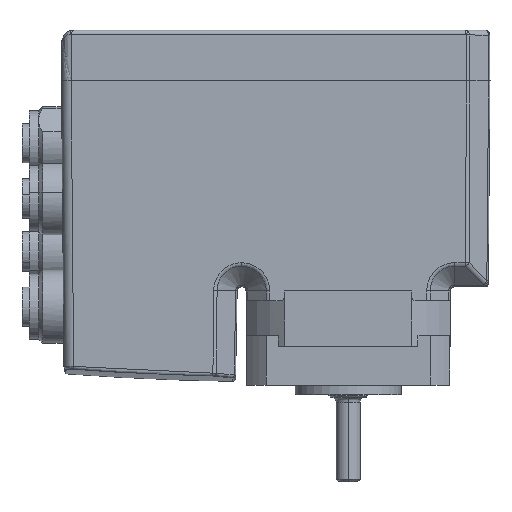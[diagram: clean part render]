
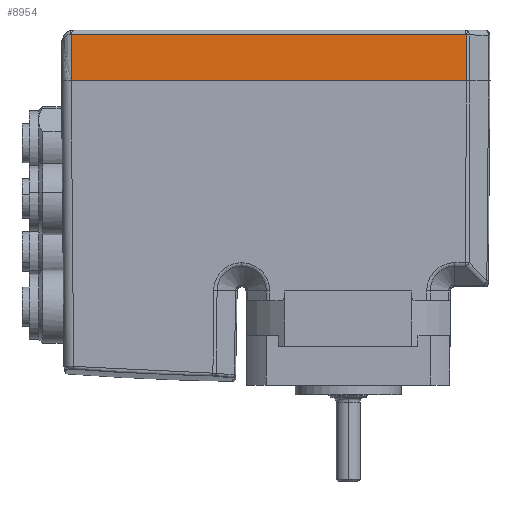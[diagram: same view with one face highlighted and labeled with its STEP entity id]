
A CAD part, top view. The second image highlights one B-rep face of the part: STEP entity #8954.
In plain terms, the highlighted planar face has unit normal (0, 0.009, 1).
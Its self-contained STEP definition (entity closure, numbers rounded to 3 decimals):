
#211 = CARTESIAN_POINT ( 'NONE',  ( 24.431, 53.15, 21.445 ) ) ;
#311 = CARTESIAN_POINT ( 'NONE',  ( 24.31, 53.207, 21.445 ) ) ;
#652 = AXIS2_PLACEMENT_3D ( 'NONE', #6308, #8833, #13547 ) ;
#872 = CARTESIAN_POINT ( 'NONE',  ( 26.38, 43.5, 21.53 ) ) ;
#932 = ORIENTED_EDGE ( 'NONE', *, *, #15239, .T. ) ;
#1366 = ORIENTED_EDGE ( 'NONE', *, *, #8847, .T. ) ;
#2653 = CARTESIAN_POINT ( 'NONE',  ( -57.38, 43.5, 21.53 ) ) ;
#2953 = VECTOR ( 'NONE', #3682, 1000. ) ;
#3682 = DIRECTION ( 'NONE',  ( 0., -1., 0.009 ) ) ;
#3831 = CARTESIAN_POINT ( 'NONE',  ( 24.376, 53.188, 21.445 ) ) ;
#3916 = CARTESIAN_POINT ( 'NONE',  ( -57.38, 53.207, 21.445 ) ) ;
#4679 = CARTESIAN_POINT ( 'NONE',  ( 24.465, 43.5, 21.53 ) ) ;
#5392 = ORIENTED_EDGE ( 'NONE', *, *, #13527, .T. ) ;
#5677 = B_SPLINE_CURVE_WITH_KNOTS ( 'NONE', 3,
 ( #211, #3831, #311, #6103 ),
 .UNSPECIFIED., .F., .F.,
 ( 4, 4 ),
 ( 0., 1. ),
 .UNSPECIFIED. ) ;
#5796 = CARTESIAN_POINT ( 'NONE',  ( 24.431, 53.15, 21.445 ) ) ;
#6103 = CARTESIAN_POINT ( 'NONE',  ( 24.233, 53.207, 21.445 ) ) ;
#6308 = CARTESIAN_POINT ( 'NONE',  ( -57.38, 43.5, 21.53 ) ) ;
#6319 = LINE ( 'NONE', #4679, #13535 ) ;
#7945 = VERTEX_POINT ( 'NONE', #5796 ) ;
#8047 = VERTEX_POINT ( 'NONE', #12068 ) ;
#8699 = EDGE_LOOP ( 'NONE', ( #1366, #13673, #5392, #932, #10757 ) ) ;
#8833 = DIRECTION ( 'NONE',  ( 0., 0.009, 1. ) ) ;
#8847 = EDGE_CURVE ( 'NONE', #10069, #9895, #8850, .T. ) ;
#8850 = LINE ( 'NONE', #2653, #2953 ) ;
#8954 = ADVANCED_FACE ( 'NONE', ( #15005 ), #10947, .T. ) ;
#9577 = EDGE_CURVE ( 'NONE', #9895, #12664, #10704, .T. ) ;
#9858 = DIRECTION ( 'NONE',  ( -1., 0., 0. ) ) ;
#9895 = VERTEX_POINT ( 'NONE', #12657 ) ;
#10069 = VERTEX_POINT ( 'NONE', #12113 ) ;
#10667 = LINE ( 'NONE', #3916, #14185 ) ;
#10704 = LINE ( 'NONE', #872, #13850 ) ;
#10757 = ORIENTED_EDGE ( 'NONE', *, *, #11072, .T. ) ;
#10895 = CARTESIAN_POINT ( 'NONE',  ( 24.465, 43.5, 21.53 ) ) ;
#10947 = PLANE ( 'NONE',  #652 ) ;
#11072 = EDGE_CURVE ( 'NONE', #8047, #10069, #10667, .T. ) ;
#11962 = DIRECTION ( 'NONE',  ( -0.004, 1., -0.009 ) ) ;
#12068 = CARTESIAN_POINT ( 'NONE',  ( 24.233, 53.207, 21.445 ) ) ;
#12113 = CARTESIAN_POINT ( 'NONE',  ( -57.38, 53.207, 21.445 ) ) ;
#12657 = CARTESIAN_POINT ( 'NONE',  ( -57.38, 43.5, 21.53 ) ) ;
#12664 = VERTEX_POINT ( 'NONE', #10895 ) ;
#13527 = EDGE_CURVE ( 'NONE', #12664, #7945, #6319, .T. ) ;
#13535 = VECTOR ( 'NONE', #11962, 1000. ) ;
#13547 = DIRECTION ( 'NONE',  ( 0., 1., -0.009 ) ) ;
#13673 = ORIENTED_EDGE ( 'NONE', *, *, #9577, .T. ) ;
#13850 = VECTOR ( 'NONE', #13893, 1000. ) ;
#13893 = DIRECTION ( 'NONE',  ( 1., 0., 0. ) ) ;
#14185 = VECTOR ( 'NONE', #9858, 1000. ) ;
#15005 = FACE_OUTER_BOUND ( 'NONE', #8699, .T. ) ;
#15239 = EDGE_CURVE ( 'NONE', #7945, #8047, #5677, .T. ) ;
